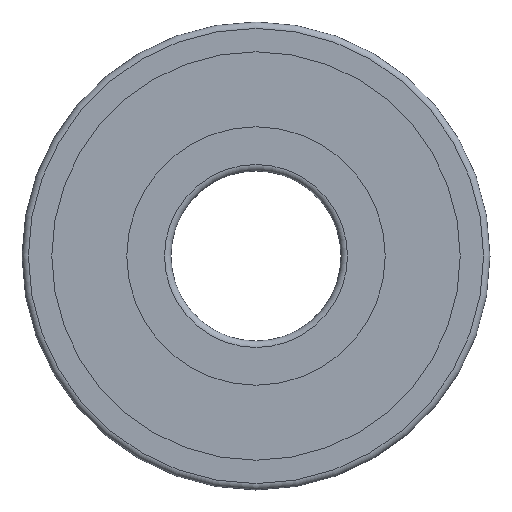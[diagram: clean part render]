
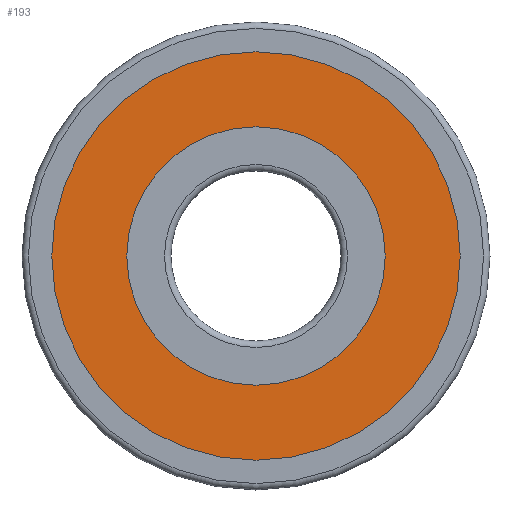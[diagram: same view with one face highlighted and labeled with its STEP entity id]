
A CAD part, left-side view. The second image highlights one B-rep face of the part: STEP entity #193.
In plain terms, the highlighted planar face has unit normal (-1, 0, 0).
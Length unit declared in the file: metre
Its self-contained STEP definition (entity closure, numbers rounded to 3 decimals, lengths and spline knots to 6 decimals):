
#30=PLANE('',#248);
#54=ORIENTED_EDGE('',*,*,#77,.T.);
#55=ORIENTED_EDGE('',*,*,#76,.F.);
#76=EDGE_CURVE('',#92,#92,#108,.T.);
#77=EDGE_CURVE('',#93,#93,#109,.T.);
#92=VERTEX_POINT('',#359);
#93=VERTEX_POINT('',#362);
#108=CIRCLE('',#247,0.006075);
#109=CIRCLE('',#249,0.0096);
#134=EDGE_LOOP('',(#54));
#135=EDGE_LOOP('',(#55));
#166=FACE_BOUND('',#134,.T.);
#167=FACE_BOUND('',#135,.T.);
#193=ADVANCED_FACE('',(#166,#167),#30,.F.);
#247=AXIS2_PLACEMENT_3D('',#358,#304,#305);
#248=AXIS2_PLACEMENT_3D('',#360,#306,#307);
#249=AXIS2_PLACEMENT_3D('',#361,#308,#309);
#304=DIRECTION('',(-1.,0.,0.));
#305=DIRECTION('',(0.,0.,1.));
#306=DIRECTION('',(1.,0.,0.));
#307=DIRECTION('',(0.,0.,1.));
#308=DIRECTION('',(-1.,0.,0.));
#309=DIRECTION('',(0.,0.,1.));
#358=CARTESIAN_POINT('',(-0.0034,0.,0.));
#359=CARTESIAN_POINT('',(-0.0034,0.,0.006075));
#360=CARTESIAN_POINT('',(-0.0034,0.,0.007838));
#361=CARTESIAN_POINT('',(-0.0034,0.,0.));
#362=CARTESIAN_POINT('',(-0.0034,0.,0.0096));
